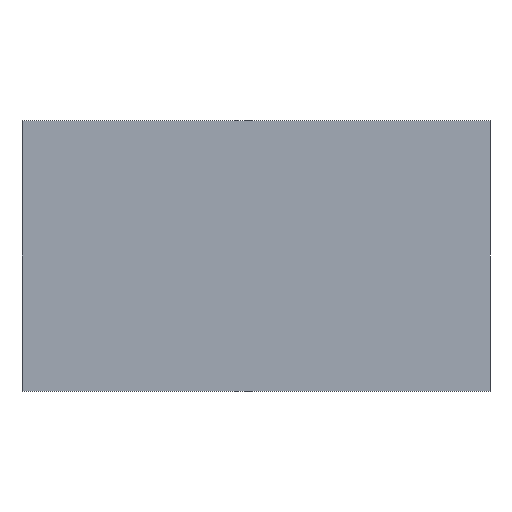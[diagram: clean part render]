
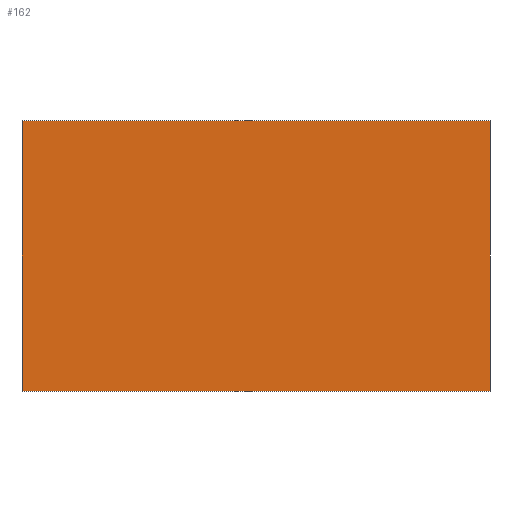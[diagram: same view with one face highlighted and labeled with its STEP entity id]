
A CAD part, front view. The second image highlights one B-rep face of the part: STEP entity #162.
In plain terms, the highlighted free-form (B-spline) face has degree [1, 1] with [2, 2] control points.
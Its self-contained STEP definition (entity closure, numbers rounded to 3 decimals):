
#54=CARTESIAN_POINT('NONE',(0.,-0.5,51.));
#55=VERTEX_POINT('NONE',#54);
#60=CARTESIAN_POINT('NONE',(0.,-0.5,51.));
#61=CARTESIAN_POINT('NONE',(0.,-0.5,199.));
#62=B_SPLINE_CURVE_WITH_KNOTS('NONE',1,
 (#60,#61),
 .UNSPECIFIED.,.F.,.F.,
 (2,2),
 (0.,1.),.UNSPECIFIED.);
#63=CARTESIAN_POINT('NONE',(0.,-0.5,199.));
#64=VERTEX_POINT('NONE',#63);
#65=EDGE_CURVE('Edge.Divider.SpanwiseC4 ',#55,#64,#62,.T.);
#92=CARTESIAN_POINT('NONE',(256.,-0.5,51.));
#93=VERTEX_POINT('NONE',#92);
#106=CARTESIAN_POINT('NONE',(256.,-0.5,199.));
#107=VERTEX_POINT('NONE',#106);
#110=CARTESIAN_POINT('NONE',(256.,-0.5,51.));
#111=CARTESIAN_POINT('NONE',(256.,-0.5,199.));
#112=B_SPLINE_CURVE_WITH_KNOTS('NONE',1,
 (#110,#111),
 .UNSPECIFIED.,.F.,.F.,
 (2,2),
 (0.,1.),.UNSPECIFIED.);
#113=EDGE_CURVE('Edge.Divider.SpanwiseC1 ',#93,#107,#112,.T.);
#143=CARTESIAN_POINT('NONE',(0.,-0.5,51.));
#144=CARTESIAN_POINT('NONE',(256.,-0.5,51.));
#145=B_SPLINE_CURVE_WITH_KNOTS('NONE',1,
 (#143,#144),
 .UNSPECIFIED.,.F.,.F.,
 (2,2),
 (0.,1.),.UNSPECIFIED.);
#146=EDGE_CURVE('Edge.Divider.Right',#55,#93,#145,.T.);
#147=ORIENTED_EDGE('NONE',*,*,#146,.T.);
#148=ORIENTED_EDGE('NONE',*,*,#113,.T.);
#149=CARTESIAN_POINT('NONE',(0.,-0.5,199.));
#150=CARTESIAN_POINT('NONE',(256.,-0.5,199.));
#151=B_SPLINE_CURVE_WITH_KNOTS('NONE',1,
 (#149,#150),
 .UNSPECIFIED.,.F.,.F.,
 (2,2),
 (0.,1.),.UNSPECIFIED.);
#152=EDGE_CURVE('Edge.Divider.RightTop ',#64,#107,#151,.T.);
#153=ORIENTED_EDGE('NONE',*,*,#152,.F.);
#154=ORIENTED_EDGE('NONE',*,*,#65,.F.);
#155=EDGE_LOOP('EdgeLoop.Divider.Right',(#147,#148,#153,#154));
#156=FACE_OUTER_BOUND('FaceBound.Divider.Right',#155,.T.);
#157=CARTESIAN_POINT('NONE',(256.,-0.5,51.));
#158=CARTESIAN_POINT('NONE',(0.,-0.5,51.));
#159=CARTESIAN_POINT('NONE',(256.,-0.5,199.));
#160=CARTESIAN_POINT('NONE',(0.,-0.5,199.));
#161=B_SPLINE_SURFACE_WITH_KNOTS('NONE',1,1,(
 (#157,#158),(#159,#160)),.UNSPECIFIED.,.F.,.F.,.F.,
 (2,2),
 (2,2),
 (0.,1.),
 (0.,1.),
 .UNSPECIFIED.);
#162=ADVANCED_FACE('FaceBound.Divider.Right__0_0_0',(#156),#161,.T.);
